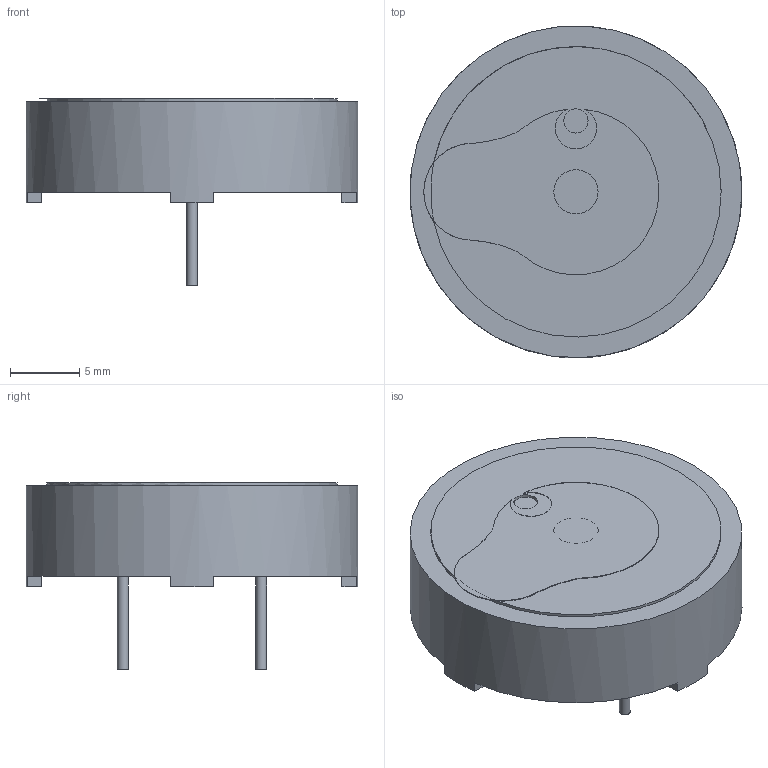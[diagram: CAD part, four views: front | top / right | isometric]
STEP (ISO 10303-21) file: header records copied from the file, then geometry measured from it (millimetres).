
FILE_DESCRIPTION(/* description */ (''),/* implementation_level */ '2;1');
FILE_NAME(/* name */ 'AT-2440-TWT-R.ipt.stp',/* time_stamp */ '2020-05-28T16:05:24-04:00',/* author */ ('J.D.'),/* organization */ (''),/* preprocessor_version */ 'ST-DEVELOPER v16.1',/* originating_system */ 'Autodesk Inventor 2016',/* authorisation */ '');
FILE_SCHEMA (('AUTOMOTIVE_DESIGN { 1 0 10303 214 3 1 1 }'));
Length unit declared in the file: millimetre
Products named in the file (1): AT-2440-TWT-R
Bounding box: 23.99 x 23.99 x 13.55 mm (x, y, z)
Volume: 1240.6 mm3; surface area: 3329.8 mm2
Topology: 1 solids, 3 shells, 50 faces, 110 edges, 73 vertices
Faces by surface type: plane 31, cylinder 19
Full cylindrical faces by diameter (mm): 0.8 x2, 1.6 x2, 1.75 x1, 3.2 x1, 21 x1, 21.9 x3, 24 x1
Entity records: 1380 total; most frequent: DIRECTION 252, CARTESIAN_POINT 215, ORIENTED_EDGE 190, AXIS2_PLACEMENT_3D 106, EDGE_CURVE 95, VERTEX_POINT 69, EDGE_LOOP 68, CIRCLE 55
